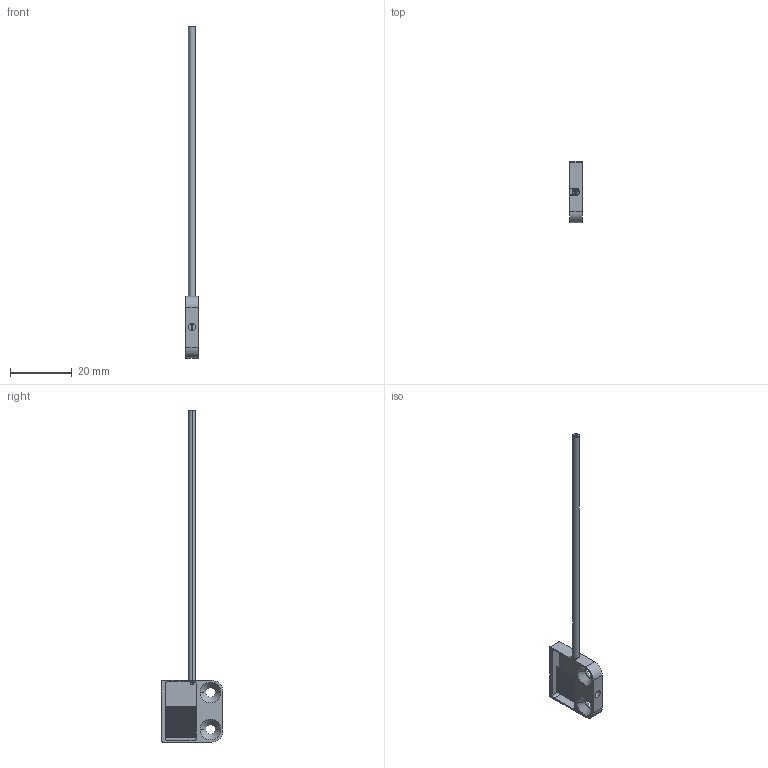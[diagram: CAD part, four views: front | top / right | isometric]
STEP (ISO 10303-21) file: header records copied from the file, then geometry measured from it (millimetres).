
FILE_DESCRIPTION((''),'2;1');
FILE_NAME('161897_ASM','2016-01-05T',('pdmadmin'),(''),'PRO/ENGINEER BY PARAMETRIC TECHNOLOGY CORPORATION, 2013230','PRO/ENGINEER BY PARAMETRIC TECHNOLOGY CORPORATION, 2013230','');
FILE_SCHEMA(('CONFIG_CONTROL_DESIGN'));
Length unit declared in the file: inch
Products named in the file (4): 110886; FIBER_CORE_010_0-25; 10143; 161897_ASM
Assembly tree (18 placements, depth 2):
  161897_ASM
    110886
    FIBER_CORE_010_0-25  x16
    10143
Bounding box: 4.2 x 19.99 x 107.65 mm (x, y, z)
Volume: 1130.4 mm3; surface area: 3466.9 mm2
Topology: 25 solids, 25 shells, 211 faces, 454 edges, 300 vertices
Faces by surface type: cylinder 113, plane 90, cone 8
Entity records: 4796 total; most frequent: DIRECTION 897, CARTESIAN_POINT 797, ORIENTED_EDGE 728, AXIS2_PLACEMENT_3D 365, EDGE_CURVE 364, VERTEX_POINT 240, EDGE_LOOP 198, CIRCLE 192
